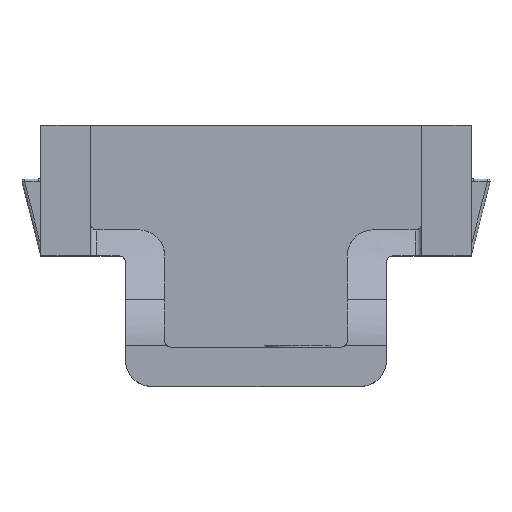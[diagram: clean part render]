
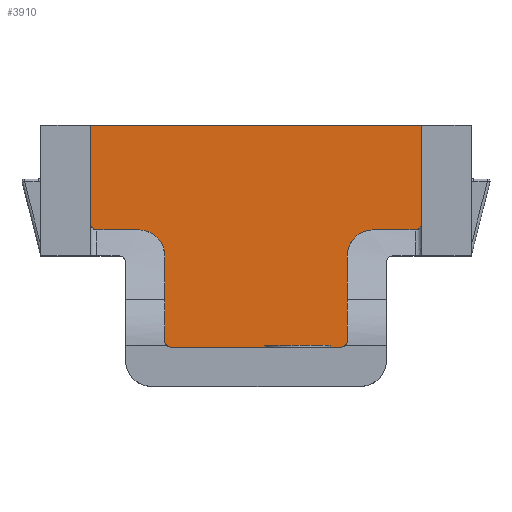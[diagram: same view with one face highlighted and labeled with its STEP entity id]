
A CAD part, top view. The second image highlights one B-rep face of the part: STEP entity #3910.
In plain terms, the highlighted planar face has unit normal (0, 0, 1).
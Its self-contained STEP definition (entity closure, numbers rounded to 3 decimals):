
#9 = VECTOR ( 'NONE', #2827, 1000. ) ;
#15 = DIRECTION ( 'NONE',  ( 0., 0., 1. ) ) ;
#32 = ORIENTED_EDGE ( 'NONE', *, *, #1069, .T. ) ;
#78 = EDGE_CURVE ( 'NONE', #1962, #2862, #1901, .T. ) ;
#85 = VECTOR ( 'NONE', #3346, 1000. ) ;
#136 = CARTESIAN_POINT ( 'NONE',  ( 12.7, 0., 7.25 ) ) ;
#177 = CIRCLE ( 'NONE', #4776, 2. ) ;
#188 = FACE_OUTER_BOUND ( 'NONE', #4520, .T. ) ;
#215 = EDGE_CURVE ( 'NONE', #1920, #1819, #2423, .T. ) ;
#228 = DIRECTION ( 'NONE',  ( 0., 0., 1. ) ) ;
#241 = EDGE_CURVE ( 'NONE', #2515, #785, #2310, .T. ) ;
#268 = EDGE_CURVE ( 'NONE', #740, #3239, #313, .T. ) ;
#272 = CARTESIAN_POINT ( 'NONE',  ( 12.2, -7.5, 7.25 ) ) ;
#285 = ORIENTED_EDGE ( 'NONE', *, *, #2104, .T. ) ;
#286 = CARTESIAN_POINT ( 'NONE',  ( -7., -10., 7.25 ) ) ;
#313 = CIRCLE ( 'NONE', #1031, 0.5 ) ;
#324 = ORIENTED_EDGE ( 'NONE', *, *, #3716, .T. ) ;
#438 = VECTOR ( 'NONE', #3271, 1000. ) ;
#527 = AXIS2_PLACEMENT_3D ( 'NONE', #3253, #2409, #3316 ) ;
#735 = CARTESIAN_POINT ( 'NONE',  ( 9., -8., 7.25 ) ) ;
#740 = VERTEX_POINT ( 'NONE', #3329 ) ;
#785 = VERTEX_POINT ( 'NONE', #4086 ) ;
#812 = CARTESIAN_POINT ( 'NONE',  ( -9., -8., 7.25 ) ) ;
#945 = CARTESIAN_POINT ( 'NONE',  ( 7., -10., 7.25 ) ) ;
#1031 = AXIS2_PLACEMENT_3D ( 'NONE', #272, #15, #4354 ) ;
#1068 = VERTEX_POINT ( 'NONE', #1479 ) ;
#1069 = EDGE_CURVE ( 'NONE', #785, #1962, #1208, .T. ) ;
#1124 = DIRECTION ( 'NONE',  ( 1., 0., 0. ) ) ;
#1133 = CARTESIAN_POINT ( 'NONE',  ( 6.5, -17., 7.25 ) ) ;
#1176 = CIRCLE ( 'NONE', #3083, 0.5 ) ;
#1184 = DIRECTION ( 'NONE',  ( 0., 0., -1. ) ) ;
#1185 = ORIENTED_EDGE ( 'NONE', *, *, #2185, .T. ) ;
#1208 = LINE ( 'NONE', #2952, #4048 ) ;
#1213 = EDGE_CURVE ( 'NONE', #3239, #3923, #2626, .T. ) ;
#1220 = CARTESIAN_POINT ( 'NONE',  ( -6.5, -17., 7.25 ) ) ;
#1275 = ORIENTED_EDGE ( 'NONE', *, *, #4278, .T. ) ;
#1276 = ORIENTED_EDGE ( 'NONE', *, *, #4717, .T. ) ;
#1319 = ORIENTED_EDGE ( 'NONE', *, *, #78, .T. ) ;
#1475 = CARTESIAN_POINT ( 'NONE',  ( -12.2, -7.5, 7.25 ) ) ;
#1479 = CARTESIAN_POINT ( 'NONE',  ( -7., -10., 7.25 ) ) ;
#1629 = VECTOR ( 'NONE', #2682, 1000. ) ;
#1732 = VERTEX_POINT ( 'NONE', #812 ) ;
#1804 = VECTOR ( 'NONE', #3989, 1000. ) ;
#1819 = VERTEX_POINT ( 'NONE', #1220 ) ;
#1840 = CARTESIAN_POINT ( 'NONE',  ( -12.7, 0., 7.25 ) ) ;
#1847 = DIRECTION ( 'NONE',  ( 1., 0., 0. ) ) ;
#1901 = CIRCLE ( 'NONE', #3125, 2. ) ;
#1920 = VERTEX_POINT ( 'NONE', #4631 ) ;
#1962 = VERTEX_POINT ( 'NONE', #945 ) ;
#1997 = DIRECTION ( 'NONE',  ( 0., 0., 1. ) ) ;
#2011 = ORIENTED_EDGE ( 'NONE', *, *, #268, .T. ) ;
#2064 = CARTESIAN_POINT ( 'NONE',  ( 9., -10., 7.25 ) ) ;
#2104 = EDGE_CURVE ( 'NONE', #1068, #1920, #4154, .T. ) ;
#2125 = LINE ( 'NONE', #3192, #9 ) ;
#2144 = ORIENTED_EDGE ( 'NONE', *, *, #215, .T. ) ;
#2181 = AXIS2_PLACEMENT_3D ( 'NONE', #4196, #1997, #4570 ) ;
#2185 = EDGE_CURVE ( 'NONE', #2862, #740, #2842, .T. ) ;
#2230 = DIRECTION ( 'NONE',  ( 0., 1., 0. ) ) ;
#2271 = ORIENTED_EDGE ( 'NONE', *, *, #1213, .T. ) ;
#2285 = ORIENTED_EDGE ( 'NONE', *, *, #241, .T. ) ;
#2310 = CIRCLE ( 'NONE', #527, 0.5 ) ;
#2409 = DIRECTION ( 'NONE',  ( 0., 0., 1. ) ) ;
#2423 = CIRCLE ( 'NONE', #3617, 0.5 ) ;
#2446 = DIRECTION ( 'NONE',  ( 1., 0., 0. ) ) ;
#2476 = CARTESIAN_POINT ( 'NONE',  ( 12.7, -7.5, 7.25 ) ) ;
#2515 = VERTEX_POINT ( 'NONE', #1133 ) ;
#2593 = DIRECTION ( 'NONE',  ( 0., -1., 0. ) ) ;
#2626 = LINE ( 'NONE', #3414, #1629 ) ;
#2682 = DIRECTION ( 'NONE',  ( 0., 1., 0. ) ) ;
#2699 = VERTEX_POINT ( 'NONE', #4607 ) ;
#2723 = EDGE_CURVE ( 'NONE', #4788, #1732, #2786, .T. ) ;
#2751 = CARTESIAN_POINT ( 'NONE',  ( -12.2, -8., 7.25 ) ) ;
#2786 = LINE ( 'NONE', #4714, #1804 ) ;
#2827 = DIRECTION ( 'NONE',  ( -1., 0., 0. ) ) ;
#2842 = LINE ( 'NONE', #735, #85 ) ;
#2862 = VERTEX_POINT ( 'NONE', #2970 ) ;
#2894 = VECTOR ( 'NONE', #3353, 1000. ) ;
#2895 = ORIENTED_EDGE ( 'NONE', *, *, #3673, .T. ) ;
#2934 = CARTESIAN_POINT ( 'NONE',  ( -6.5, -16.5, 7.25 ) ) ;
#2952 = CARTESIAN_POINT ( 'NONE',  ( 7., -16.5, 7.25 ) ) ;
#2970 = CARTESIAN_POINT ( 'NONE',  ( 9., -8., 7.25 ) ) ;
#2992 = CARTESIAN_POINT ( 'NONE',  ( -6.5, -17., 7.25 ) ) ;
#3004 = VECTOR ( 'NONE', #2593, 1000. ) ;
#3083 = AXIS2_PLACEMENT_3D ( 'NONE', #1475, #4049, #1847 ) ;
#3117 = ORIENTED_EDGE ( 'NONE', *, *, #2723, .T. ) ;
#3125 = AXIS2_PLACEMENT_3D ( 'NONE', #2064, #4645, #2446 ) ;
#3192 = CARTESIAN_POINT ( 'NONE',  ( 12.7, 0., 7.25 ) ) ;
#3239 = VERTEX_POINT ( 'NONE', #2476 ) ;
#3253 = CARTESIAN_POINT ( 'NONE',  ( 6.5, -16.5, 7.25 ) ) ;
#3271 = DIRECTION ( 'NONE',  ( 0., -1., 0. ) ) ;
#3316 = DIRECTION ( 'NONE',  ( 1., 0., 0. ) ) ;
#3329 = CARTESIAN_POINT ( 'NONE',  ( 12.2, -8., 7.25 ) ) ;
#3346 = DIRECTION ( 'NONE',  ( 1., 0., 0. ) ) ;
#3353 = DIRECTION ( 'NONE',  ( 1., 0., 0. ) ) ;
#3376 = VERTEX_POINT ( 'NONE', #4043 ) ;
#3414 = CARTESIAN_POINT ( 'NONE',  ( 12.7, -7.5, 7.25 ) ) ;
#3421 = CARTESIAN_POINT ( 'NONE',  ( -9., -10., 7.25 ) ) ;
#3459 = PLANE ( 'NONE',  #2181 ) ;
#3617 = AXIS2_PLACEMENT_3D ( 'NONE', #2934, #228, #1124 ) ;
#3673 = EDGE_CURVE ( 'NONE', #3376, #2699, #4550, .T. ) ;
#3716 = EDGE_CURVE ( 'NONE', #1819, #2515, #3856, .T. ) ;
#3785 = DIRECTION ( 'NONE',  ( 1., 0., 0. ) ) ;
#3856 = LINE ( 'NONE', #2992, #2894 ) ;
#3873 = ORIENTED_EDGE ( 'NONE', *, *, #4042, .T. ) ;
#3910 = ADVANCED_FACE ( 'NONE', ( #188 ), #3459, .T. ) ;
#3923 = VERTEX_POINT ( 'NONE', #136 ) ;
#3989 = DIRECTION ( 'NONE',  ( 1., 0., 0. ) ) ;
#4042 = EDGE_CURVE ( 'NONE', #3923, #3376, #2125, .T. ) ;
#4043 = CARTESIAN_POINT ( 'NONE',  ( -12.7, 0., 7.25 ) ) ;
#4048 = VECTOR ( 'NONE', #2230, 1000. ) ;
#4049 = DIRECTION ( 'NONE',  ( 0., 0., 1. ) ) ;
#4086 = CARTESIAN_POINT ( 'NONE',  ( 7., -16.5, 7.25 ) ) ;
#4154 = LINE ( 'NONE', #286, #438 ) ;
#4196 = CARTESIAN_POINT ( 'NONE',  ( 12.2, -7.5, 7.25 ) ) ;
#4278 = EDGE_CURVE ( 'NONE', #2699, #4788, #1176, .T. ) ;
#4354 = DIRECTION ( 'NONE',  ( 1., 0., 0. ) ) ;
#4520 = EDGE_LOOP ( 'NONE', ( #2011, #2271, #3873, #2895, #1275, #3117, #1276, #285, #2144, #324, #2285, #32, #1319, #1185 ) ) ;
#4550 = LINE ( 'NONE', #1840, #3004 ) ;
#4570 = DIRECTION ( 'NONE',  ( 1., 0., 0. ) ) ;
#4607 = CARTESIAN_POINT ( 'NONE',  ( -12.7, -7.5, 7.25 ) ) ;
#4631 = CARTESIAN_POINT ( 'NONE',  ( -7., -16.5, 7.25 ) ) ;
#4645 = DIRECTION ( 'NONE',  ( 0., 0., -1. ) ) ;
#4714 = CARTESIAN_POINT ( 'NONE',  ( -12.2, -8., 7.25 ) ) ;
#4717 = EDGE_CURVE ( 'NONE', #1732, #1068, #177, .T. ) ;
#4776 = AXIS2_PLACEMENT_3D ( 'NONE', #3421, #1184, #3785 ) ;
#4788 = VERTEX_POINT ( 'NONE', #2751 ) ;
